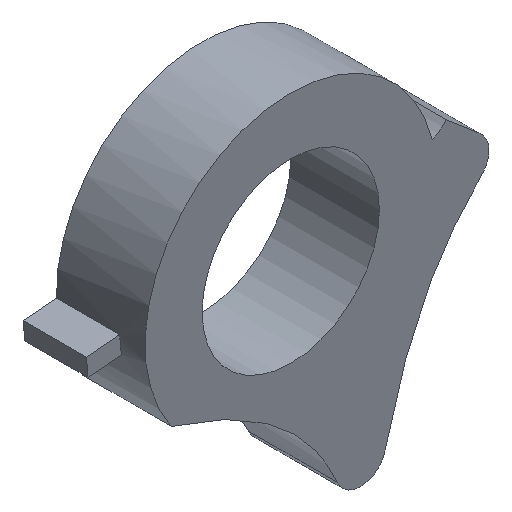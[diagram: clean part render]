
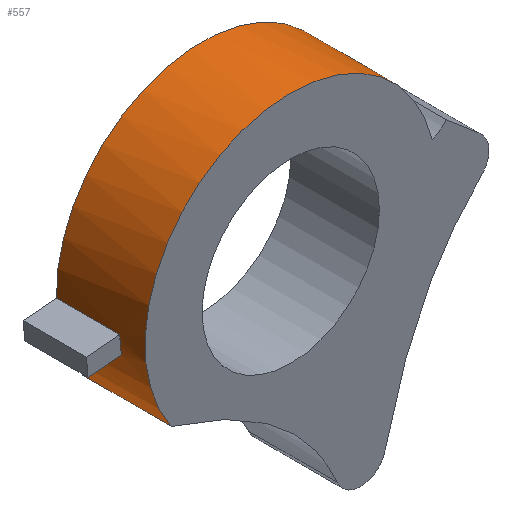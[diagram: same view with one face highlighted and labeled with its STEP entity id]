
A CAD part, isometric view. The second image highlights one B-rep face of the part: STEP entity #557.
In plain terms, the highlighted cylindrical face has radius 11.5 mm (diameter 23 mm), a partial arc.
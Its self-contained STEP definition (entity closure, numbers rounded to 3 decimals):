
#17=CYLINDRICAL_SURFACE('',#604,11.5);
#25=LINE('',#1056,#65);
#26=LINE('',#1072,#66);
#34=LINE('',#1090,#74);
#36=LINE('',#1095,#76);
#37=LINE('',#1099,#77);
#38=LINE('',#1103,#78);
#39=LINE('',#1107,#79);
#65=VECTOR('',#654,10.);
#66=VECTOR('',#657,10.);
#74=VECTOR('',#673,10.);
#76=VECTOR('',#679,10.);
#77=VECTOR('',#682,10.);
#78=VECTOR('',#685,10.);
#79=VECTOR('',#688,10.);
#114=CIRCLE('',#597,11.5);
#116=CIRCLE('',#601,11.5);
#117=CIRCLE('',#605,11.5);
#118=CIRCLE('',#606,11.5);
#119=CIRCLE('',#607,11.5);
#120=CIRCLE('',#608,11.5);
#121=CIRCLE('',#609,11.5);
#169=FACE_OUTER_BOUND('',#203,.T.);
#203=EDGE_LOOP('',(#420,#421,#422,#423,#424,#425,#426,#427,#428,#429,#430,
#431,#432,#433));
#250=VERTEX_POINT('',#885);
#251=VERTEX_POINT('',#887);
#255=VERTEX_POINT('',#1055);
#256=VERTEX_POINT('',#1070);
#257=VERTEX_POINT('',#1071);
#260=VERTEX_POINT('',#1079);
#263=VERTEX_POINT('',#1089);
#264=VERTEX_POINT('',#1094);
#265=VERTEX_POINT('',#1096);
#266=VERTEX_POINT('',#1098);
#267=VERTEX_POINT('',#1100);
#268=VERTEX_POINT('',#1102);
#269=VERTEX_POINT('',#1104);
#270=VERTEX_POINT('',#1106);
#305=EDGE_CURVE('',#251,#250,#114,.T.);
#312=EDGE_CURVE('',#251,#255,#25,.T.);
#314=EDGE_CURVE('',#256,#257,#26,.T.);
#318=EDGE_CURVE('',#257,#260,#116,.T.);
#323=EDGE_CURVE('',#260,#263,#34,.T.);
#325=EDGE_CURVE('',#255,#263,#117,.T.);
#326=EDGE_CURVE('',#264,#250,#36,.T.);
#327=EDGE_CURVE('',#265,#264,#118,.T.);
#328=EDGE_CURVE('',#265,#266,#37,.T.);
#329=EDGE_CURVE('',#267,#266,#119,.T.);
#330=EDGE_CURVE('',#268,#267,#38,.T.);
#331=EDGE_CURVE('',#269,#268,#120,.T.);
#332=EDGE_CURVE('',#269,#270,#39,.T.);
#333=EDGE_CURVE('',#256,#270,#121,.T.);
#420=ORIENTED_EDGE('',*,*,#314,.T.);
#421=ORIENTED_EDGE('',*,*,#318,.T.);
#422=ORIENTED_EDGE('',*,*,#323,.T.);
#423=ORIENTED_EDGE('',*,*,#325,.F.);
#424=ORIENTED_EDGE('',*,*,#312,.F.);
#425=ORIENTED_EDGE('',*,*,#305,.T.);
#426=ORIENTED_EDGE('',*,*,#326,.F.);
#427=ORIENTED_EDGE('',*,*,#327,.F.);
#428=ORIENTED_EDGE('',*,*,#328,.T.);
#429=ORIENTED_EDGE('',*,*,#329,.F.);
#430=ORIENTED_EDGE('',*,*,#330,.F.);
#431=ORIENTED_EDGE('',*,*,#331,.F.);
#432=ORIENTED_EDGE('',*,*,#332,.T.);
#433=ORIENTED_EDGE('',*,*,#333,.F.);
#557=ADVANCED_FACE('',(#169),#17,.T.);
#597=AXIS2_PLACEMENT_3D('',#888,#650,#651);
#601=AXIS2_PLACEMENT_3D('',#1080,#663,#664);
#604=AXIS2_PLACEMENT_3D('',#1092,#675,#676);
#605=AXIS2_PLACEMENT_3D('',#1093,#677,#678);
#606=AXIS2_PLACEMENT_3D('',#1097,#680,#681);
#607=AXIS2_PLACEMENT_3D('',#1101,#683,#684);
#608=AXIS2_PLACEMENT_3D('',#1105,#686,#687);
#609=AXIS2_PLACEMENT_3D('',#1108,#689,#690);
#650=DIRECTION('center_axis',(0.,1.,0.));
#651=DIRECTION('ref_axis',(1.,0.,0.));
#654=DIRECTION('',(0.,1.,0.));
#657=DIRECTION('',(0.,-1.,0.));
#663=DIRECTION('center_axis',(0.,-1.,0.));
#664=DIRECTION('ref_axis',(1.,0.,0.));
#673=DIRECTION('',(0.,1.,0.));
#675=DIRECTION('center_axis',(0.,1.,0.));
#676=DIRECTION('ref_axis',(-0.413,0.,0.911));
#677=DIRECTION('center_axis',(0.,1.,0.));
#678=DIRECTION('ref_axis',(1.,0.,0.));
#679=DIRECTION('',(0.,-1.,0.));
#680=DIRECTION('center_axis',(0.,1.,0.));
#681=DIRECTION('ref_axis',(1.,0.,0.));
#682=DIRECTION('',(0.,1.,0.));
#683=DIRECTION('center_axis',(0.,1.,0.));
#684=DIRECTION('ref_axis',(1.,0.,0.));
#685=DIRECTION('',(0.,1.,0.));
#686=DIRECTION('center_axis',(0.,1.,0.));
#687=DIRECTION('ref_axis',(1.,0.,0.));
#688=DIRECTION('',(0.,1.,0.));
#689=DIRECTION('center_axis',(0.,1.,0.));
#690=DIRECTION('ref_axis',(1.,0.,0.));
#885=CARTESIAN_POINT('',(11.17,0.,2.734));
#887=CARTESIAN_POINT('',(-9.42,0.,-6.596));
#888=CARTESIAN_POINT('Origin',(0.,0.,0.));
#1055=CARTESIAN_POINT('',(-9.42,7.,-6.596));
#1056=CARTESIAN_POINT('',(-9.42,0.,-6.596));
#1070=CARTESIAN_POINT('',(-11.497,7.,-0.279));
#1071=CARTESIAN_POINT('',(-11.497,2.,-0.279));
#1072=CARTESIAN_POINT('',(-11.497,0.,-0.279));
#1079=CARTESIAN_POINT('',(-11.371,2.,-1.719));
#1080=CARTESIAN_POINT('Origin',(0.,2.,0.));
#1089=CARTESIAN_POINT('',(-11.371,7.,-1.719));
#1090=CARTESIAN_POINT('',(-11.371,0.,-1.719));
#1092=CARTESIAN_POINT('Origin',(0.,0.,0.));
#1093=CARTESIAN_POINT('Origin',(0.,7.,0.));
#1094=CARTESIAN_POINT('',(11.17,2.,2.734));
#1095=CARTESIAN_POINT('',(11.17,0.,2.734));
#1096=CARTESIAN_POINT('',(10.967,2.,3.462));
#1097=CARTESIAN_POINT('Origin',(0.,2.,0.));
#1098=CARTESIAN_POINT('',(10.967,7.,3.462));
#1099=CARTESIAN_POINT('',(10.967,0.,3.462));
#1100=CARTESIAN_POINT('',(8.481,7.,7.766));
#1101=CARTESIAN_POINT('Origin',(0.,7.,0.));
#1102=CARTESIAN_POINT('',(8.481,2.,7.766));
#1103=CARTESIAN_POINT('',(8.481,0.,7.766));
#1104=CARTESIAN_POINT('',(7.953,2.,8.307));
#1105=CARTESIAN_POINT('Origin',(0.,2.,0.));
#1106=CARTESIAN_POINT('',(7.953,7.,8.307));
#1107=CARTESIAN_POINT('',(7.953,0.,8.307));
#1108=CARTESIAN_POINT('Origin',(0.,7.,0.));
